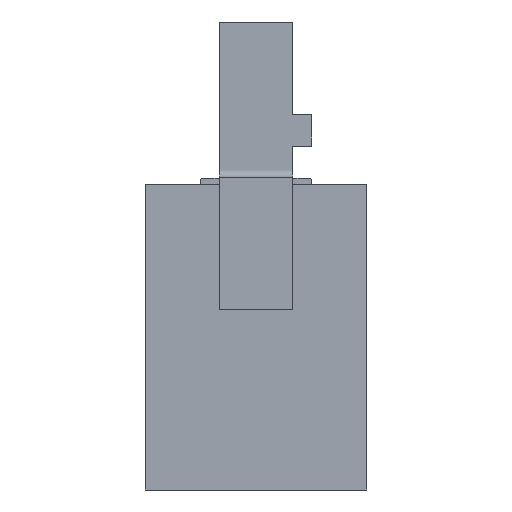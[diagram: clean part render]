
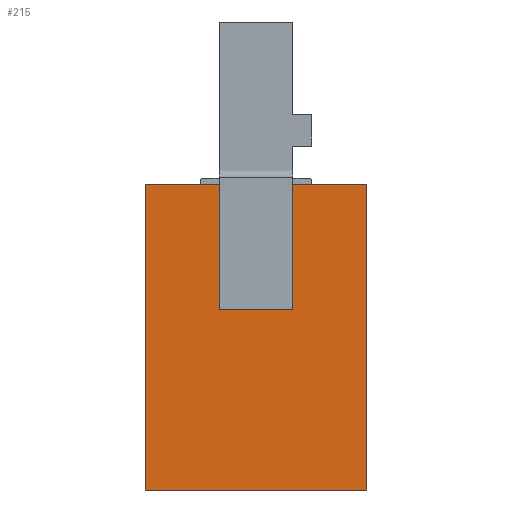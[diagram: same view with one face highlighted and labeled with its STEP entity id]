
A CAD part, front view. The second image highlights one B-rep face of the part: STEP entity #215.
In plain terms, the highlighted planar face has unit normal (0, -1, 0).
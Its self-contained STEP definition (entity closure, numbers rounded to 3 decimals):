
#215=ADVANCED_FACE('',(#390),#300,.F.);
#300=PLANE('',#1982);
#390=FACE_OUTER_BOUND('',#488,.T.);
#488=EDGE_LOOP('',(#904,#905,#906,#907));
#904=ORIENTED_EDGE('',*,*,#1414,.T.);
#905=ORIENTED_EDGE('',*,*,#1415,.T.);
#906=ORIENTED_EDGE('',*,*,#1416,.T.);
#907=ORIENTED_EDGE('',*,*,#1409,.T.);
#1187=VERTEX_POINT('',#3172);
#1188=VERTEX_POINT('',#3174);
#1190=VERTEX_POINT('',#3181);
#1191=VERTEX_POINT('',#3185);
#1409=EDGE_CURVE('',#1188,#1187,#1633,.T.);
#1414=EDGE_CURVE('',#1187,#1190,#1638,.T.);
#1415=EDGE_CURVE('',#1190,#1191,#1639,.T.);
#1416=EDGE_CURVE('',#1191,#1188,#1640,.T.);
#1633=LINE('',#3173,#1849);
#1638=LINE('',#3182,#1854);
#1639=LINE('',#3184,#1855);
#1640=LINE('',#3186,#1856);
#1849=VECTOR('',#2297,1.);
#1854=VECTOR('',#2304,1.);
#1855=VECTOR('',#2307,1.);
#1856=VECTOR('',#2308,1.);
#1982=AXIS2_PLACEMENT_3D('',#3187,#2309,#2310);
#2297=DIRECTION('',(-1.,0.,0.));
#2304=DIRECTION('',(0.,0.,-1.));
#2307=DIRECTION('',(1.,0.,0.));
#2308=DIRECTION('',(0.,0.,1.));
#2309=DIRECTION('',(0.,1.,0.));
#2310=DIRECTION('',(1.,0.,0.));
#3172=CARTESIAN_POINT('',(-17.3,3.6,-1.8));
#3173=CARTESIAN_POINT('',(17.3,3.6,-1.8));
#3174=CARTESIAN_POINT('',(17.3,3.6,-1.8));
#3181=CARTESIAN_POINT('',(-17.3,3.6,-49.6));
#3182=CARTESIAN_POINT('',(-17.3,3.6,-1.8));
#3184=CARTESIAN_POINT('',(-17.3,3.6,-49.6));
#3185=CARTESIAN_POINT('',(17.3,3.6,-49.6));
#3186=CARTESIAN_POINT('',(17.3,3.6,-49.6));
#3187=CARTESIAN_POINT('',(0.,3.6,-27.4));
